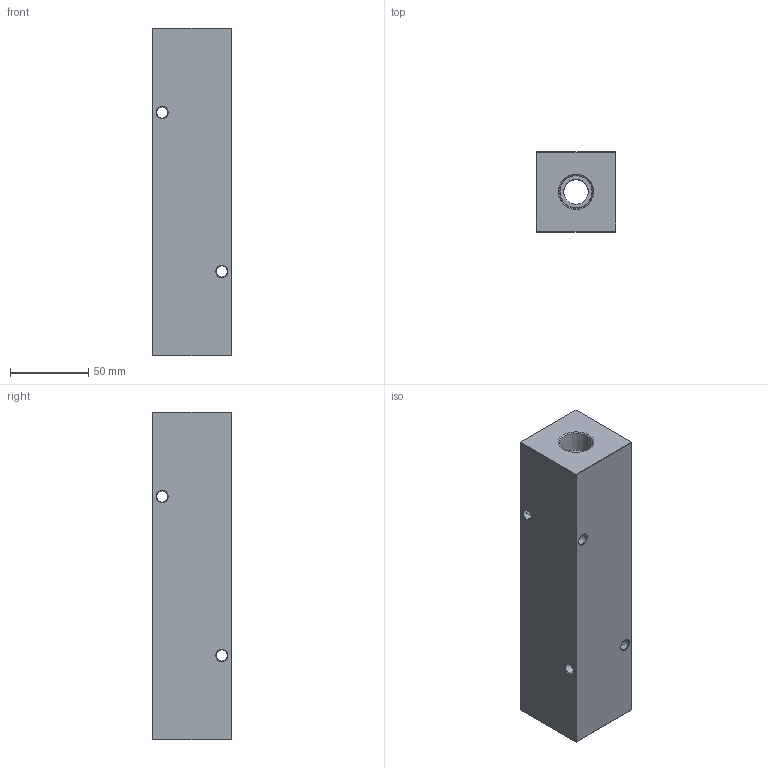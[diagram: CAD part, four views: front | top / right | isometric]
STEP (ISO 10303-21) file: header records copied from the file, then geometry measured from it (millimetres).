
FILE_DESCRIPTION (( 'STEP AP203' ), '1' );
FILE_NAME ('HM-4-90-P-8-4.STEP', '2020-10-30T13:33:12', ( '' ), ( '' ), 'SwSTEP 2.0', 'SolidWorks 2019', '' );
FILE_SCHEMA (( 'CONFIG_CONTROL_DESIGN' ));
Length unit declared in the file: inch
Products named in the file (1): HM-4-90-P-8-4
Bounding box: 50.8 x 50.8 x 209.55 mm (x, y, z)
Volume: 470102.1 mm3; surface area: 65864.6 mm2
Topology: 1 solids, 1 shells, 519 faces, 1345 edges, 878 vertices
Faces by surface type: plane 260, bspline 185, cone 40, cylinder 34
Entity records: 25364 total; most frequent: CARTESIAN_POINT 13808, ORIENTED_EDGE 2690, DIRECTION 1717, EDGE_CURVE 1345, VERTEX_POINT 878, LINE 839, VECTOR 839, EDGE_LOOP 599
